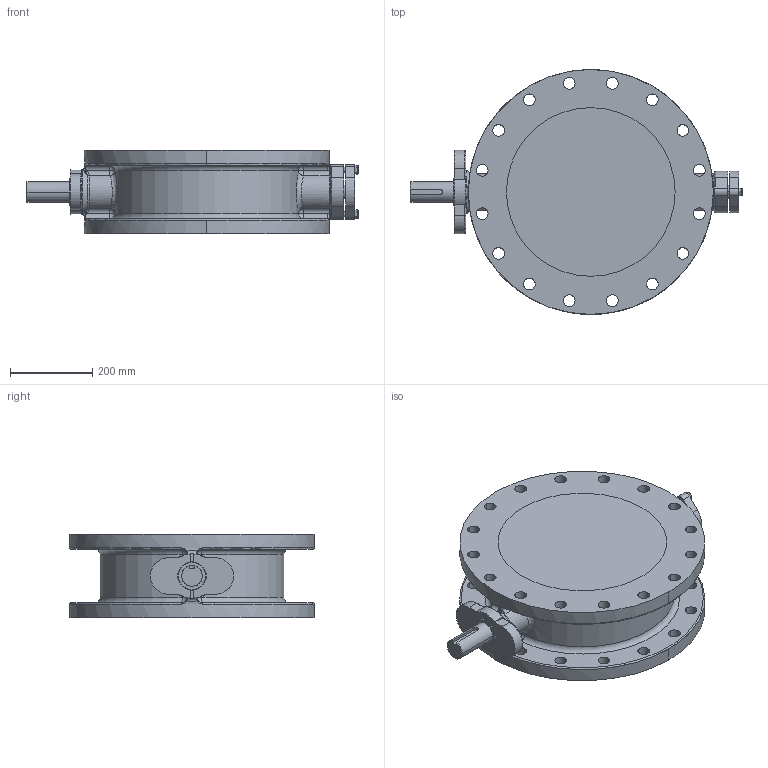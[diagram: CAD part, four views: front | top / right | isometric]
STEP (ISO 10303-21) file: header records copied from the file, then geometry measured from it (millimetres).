
FILE_DESCRIPTION((''),'2;1');
FILE_NAME('A2016_SW0001','2020-08-28T12:59:22',('tomb'),(''),'CREO PARAMETRIC BY PTC INC, 2020053','CREO PARAMETRIC BY PTC INC, 2020053','');
FILE_SCHEMA(('CONFIG_CONTROL_DESIGN'));
Length unit declared in the file: inch
Products named in the file (1): A2016_SW0001
Bounding box: 809.03 x 596.9 x 203.2 mm (x, y, z)
Volume: 17499662.3 mm3; surface area: 2027549.6 mm2
Topology: 1 solids, 1 shells, 429 faces, 1028 edges, 622 vertices
Faces by surface type: cylinder 175, plane 87, bspline 84, torus 34, cone 33, sphere 16
Entity records: 18224 total; most frequent: CARTESIAN_POINT 8495, ORIENTED_EDGE 2056, DIRECTION 1990, EDGE_CURVE 1028, AXIS2_PLACEMENT_3D 843, VERTEX_POINT 622, EDGE_LOOP 516, CIRCLE 498
